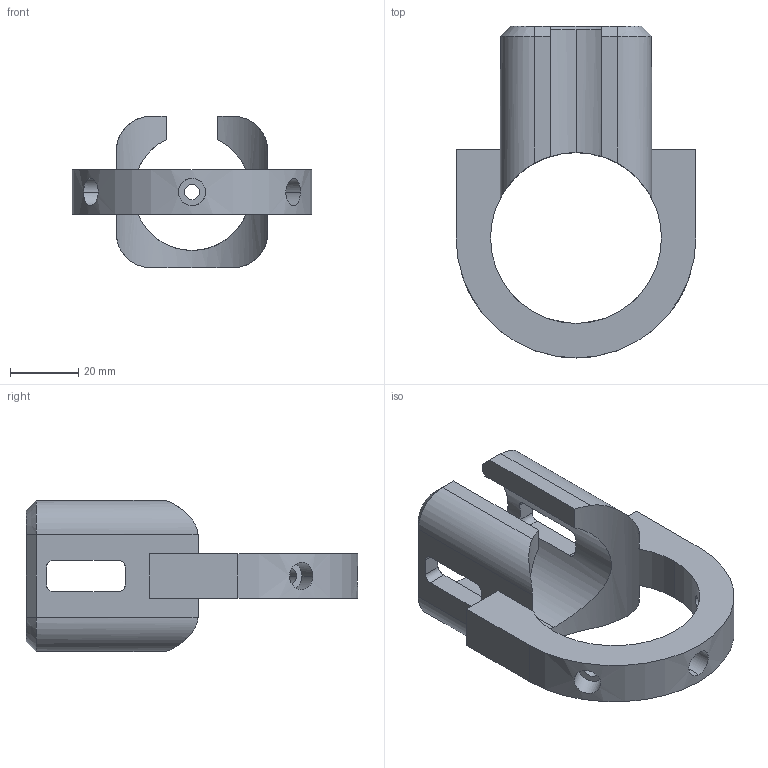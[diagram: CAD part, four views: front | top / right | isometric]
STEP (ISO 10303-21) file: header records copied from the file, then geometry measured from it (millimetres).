
FILE_DESCRIPTION (( 'STEP AP214' ), '1' );
FILE_NAME ('RICCI_USI_52_Aa_BAC_transversaleV1.STEP', '2020-06-22T14:39:31', ( '' ), ( '' ), 'SwSTEP 2.0', 'SolidWorks 2020', '' );
FILE_SCHEMA (( 'AUTOMOTIVE_DESIGN' ));
Length unit declared in the file: millimetre
Products named in the file (1): RICCI_USI_52_Aa_BAC_transversaleV1
Bounding box: 70.2 x 97.1 x 44.2 mm (x, y, z)
Volume: 52254.7 mm3; surface area: 20217.6 mm2
Topology: 1 solids, 1 shells, 70 faces, 187 edges, 122 vertices
Faces by surface type: cylinder 33, plane 32, cone 5
Entity records: 2869 total; most frequent: CARTESIAN_POINT 1066, ORIENTED_EDGE 374, DIRECTION 355, EDGE_CURVE 187, AXIS2_PLACEMENT_3D 125, VERTEX_POINT 122, LINE 105, VECTOR 105
